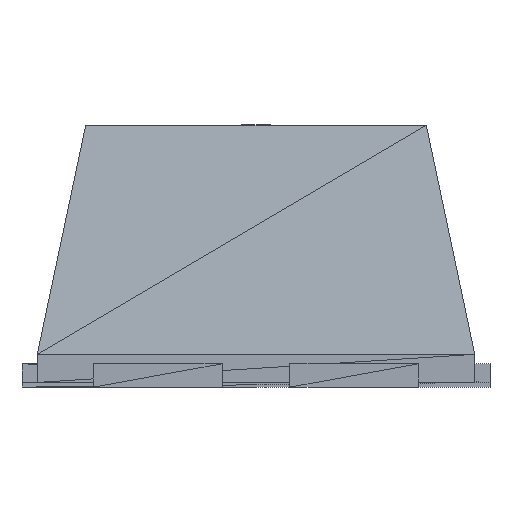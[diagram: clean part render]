
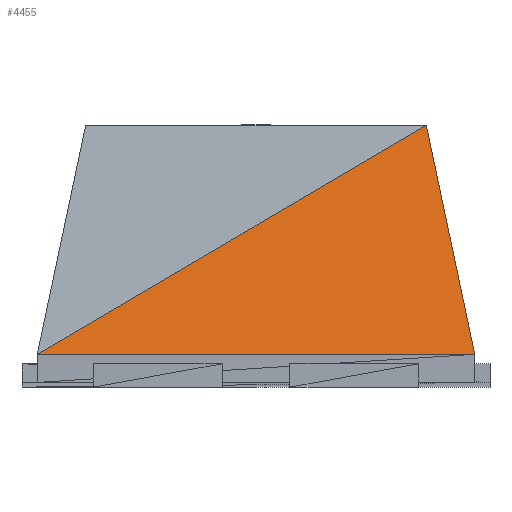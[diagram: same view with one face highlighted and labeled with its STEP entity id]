
A CAD part, front view. The second image highlights one B-rep face of the part: STEP entity #4455.
In plain terms, the highlighted planar face has unit normal (0, -0.978, 0.207).
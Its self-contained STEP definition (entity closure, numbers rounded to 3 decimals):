
#4455=ADVANCED_FACE('',(#4456),#4482,.F.);
#4456=FACE_OUTER_BOUND('',#4457,.T.);
#4457=EDGE_LOOP('',(#4458,#4460,#4462));
#4458=ORIENTED_EDGE('',*,*,#4459,.T.);
#4459=EDGE_CURVE('',#4464,#4466,#4468,.T.);
#4460=ORIENTED_EDGE('',*,*,#4461,.T.);
#4461=EDGE_CURVE('',#4466,#4472,#4474,.T.);
#4462=ORIENTED_EDGE('',*,*,#4463,.T.);
#4463=EDGE_CURVE('',#4472,#4464,#4478,.T.);
#4464=VERTEX_POINT('',#4465);
#4465=CARTESIAN_POINT('',(1.849,-2.547,2.845));
#4466=VERTEX_POINT('',#4467);
#4467=CARTESIAN_POINT('',(2.375,-3.073,0.356));
#4468=LINE('',#4469,#4470);
#4469=CARTESIAN_POINT('',(1.849,-2.547,2.845));
#4470=VECTOR('',#4471,1.0);
#4471=DIRECTION('',(-0.202,0.202,0.958));
#4472=VERTEX_POINT('',#4473);
#4473=CARTESIAN_POINT('',(-2.375,-3.073,0.356));
#4474=LINE('',#4475,#4476);
#4475=CARTESIAN_POINT('',(2.375,-3.073,0.356));
#4476=VECTOR('',#4477,1.0);
#4477=DIRECTION('',(1.0,0.0,0.0));
#4478=LINE('',#4479,#4480);
#4479=CARTESIAN_POINT('',(-2.375,-3.073,0.356));
#4480=VECTOR('',#4481,1.0);
#4481=DIRECTION('',(-0.857,-0.107,-0.505));
#4482=PLANE('',#4483);
#4483=AXIS2_PLACEMENT_3D('',#4484,#4485,#4486);
#4484=CARTESIAN_POINT('',(2.375,-3.073,0.356));
#4485=DIRECTION('',(0.0,0.978,-0.207));
#4486=DIRECTION('',(0.857,0.107,0.505));
